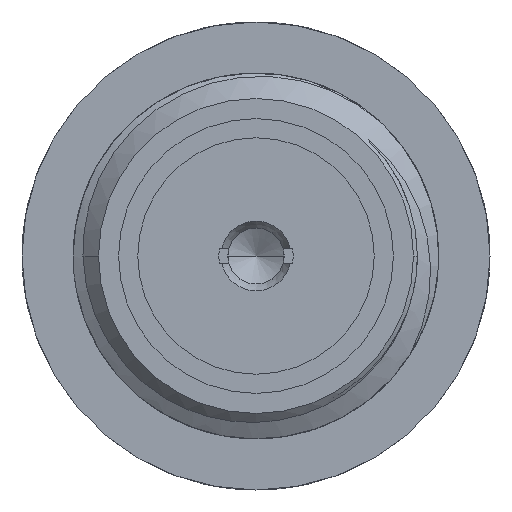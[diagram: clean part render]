
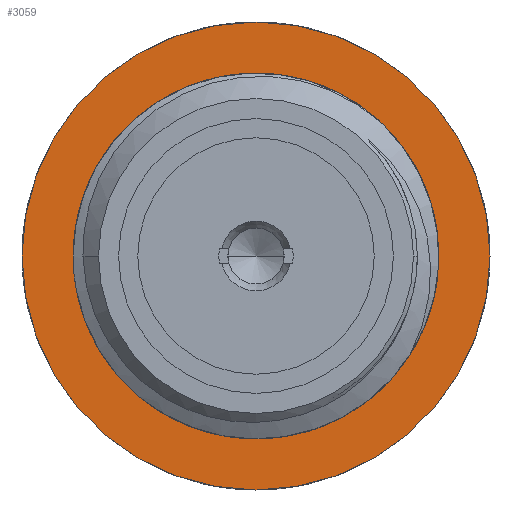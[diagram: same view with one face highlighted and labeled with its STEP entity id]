
A CAD part, left-side view. The second image highlights one B-rep face of the part: STEP entity #3059.
In plain terms, the highlighted planar face has unit normal (-1, 0, 0).
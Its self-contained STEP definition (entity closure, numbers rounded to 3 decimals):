
#367=CARTESIAN_POINT('',(-3.43,0.,0.));
#368=DIRECTION('',(-1.,0.,0.));
#369=DIRECTION('',(0.,1.,0.));
#370=AXIS2_PLACEMENT_3D('',#367,#368,#369);
#372=CARTESIAN_POINT('',(-3.43,0.,0.));
#373=DIRECTION('',(1.,0.,0.));
#374=DIRECTION('',(0.,1.,0.));
#375=AXIS2_PLACEMENT_3D('',#372,#373,#374);
#381=CARTESIAN_POINT('',(-3.43,0.,0.));
#382=DIRECTION('',(1.,0.,0.));
#383=DIRECTION('',(0.,1.,0.));
#384=AXIS2_PLACEMENT_3D('',#381,#382,#383);
#390=CARTESIAN_POINT('',(-3.43,0.,0.));
#391=DIRECTION('',(-1.,0.,0.));
#392=DIRECTION('',(0.,1.,0.));
#393=AXIS2_PLACEMENT_3D('',#390,#391,#392);
#2260=CARTESIAN_POINT('',(-3.43,3.96,0.));
#2261=CARTESIAN_POINT('',(-3.43,-3.96,0.));
#2262=VERTEX_POINT('',#2260);
#2263=VERTEX_POINT('',#2261);
#2330=CARTESIAN_POINT('',(-3.43,3.095,0.));
#2332=VERTEX_POINT('',#2330);
#2334=CARTESIAN_POINT('',(-3.43,-3.095,0.));
#2336=VERTEX_POINT('',#2334);
#3044=CARTESIAN_POINT('',(-3.43,0.,0.));
#3045=DIRECTION('',(-1.,0.,0.));
#3046=DIRECTION('',(0.,1.,0.));
#3047=AXIS2_PLACEMENT_3D('',#3044,#3045,#3046);
#3048=PLANE('',#3047);
#3049=ORIENTED_EDGE('',*,*,#2663,.F.);
#3050=ORIENTED_EDGE('',*,*,#2921,.T.);
#3051=EDGE_LOOP('',(#3049,#3050));
#3052=FACE_OUTER_BOUND('',#3051,.F.);
#3054=ORIENTED_EDGE('',*,*,#3053,.F.);
#3056=ORIENTED_EDGE('',*,*,#3055,.T.);
#3057=EDGE_LOOP('',(#3054,#3056));
#3058=FACE_BOUND('',#3057,.F.);
#3059=ADVANCED_FACE('',(#3052,#3058),#3048,.T.);
#371=CIRCLE('',#370,3.96);
#376=CIRCLE('',#375,3.96);
#385=CIRCLE('',#384,3.095);
#394=CIRCLE('',#393,3.095);
#2663=EDGE_CURVE('',#2262,#2263,#371,.T.);
#2921=EDGE_CURVE('',#2262,#2263,#376,.T.);
#3053=EDGE_CURVE('',#2332,#2336,#385,.T.);
#3055=EDGE_CURVE('',#2332,#2336,#394,.T.);
